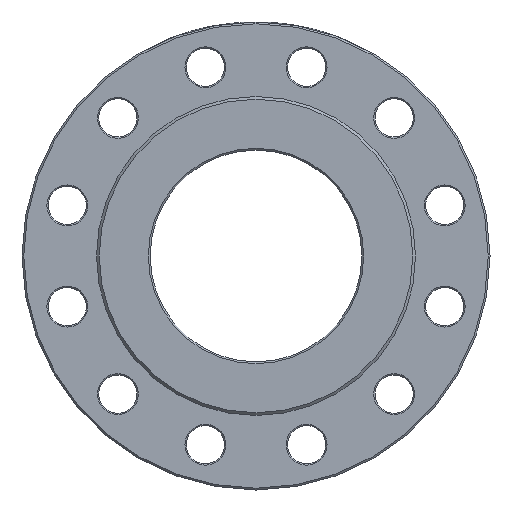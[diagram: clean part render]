
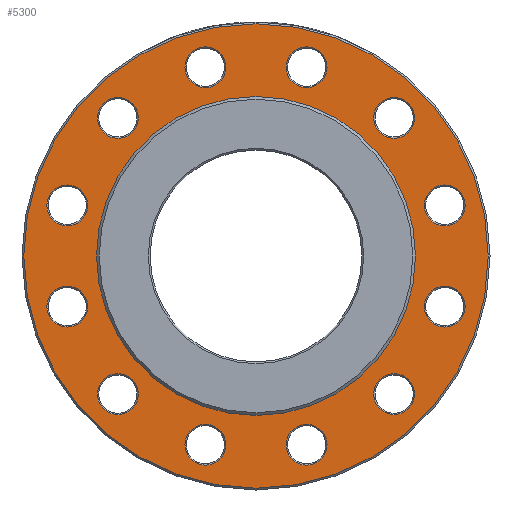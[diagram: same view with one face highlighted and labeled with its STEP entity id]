
A CAD part, left-side view. The second image highlights one B-rep face of the part: STEP entity #5300.
In plain terms, the highlighted planar face has unit normal (-1, 0, 0).
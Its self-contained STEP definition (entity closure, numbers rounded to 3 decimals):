
#69 = EDGE_LOOP ( 'NONE', ( #5379 ) ) ;
#74 = EDGE_LOOP ( 'NONE', ( #6836 ) ) ;
#98 = CARTESIAN_POINT ( 'NONE',  ( 3., 171.514, 140.778 ) ) ;
#164 = DIRECTION ( 'NONE',  ( 1., 0., 0. ) ) ;
#215 = ORIENTED_EDGE ( 'NONE', *, *, #5854, .T. ) ;
#254 = DIRECTION ( 'NONE',  ( 1., 0., 0. ) ) ;
#352 = CIRCLE ( 'NONE', #6737, 22.5 ) ;
#380 = CARTESIAN_POINT ( 'NONE',  ( 3., 140.778, -171.514 ) ) ;
#449 = VERTEX_POINT ( 'NONE', #6791 ) ;
#485 = DIRECTION ( 'NONE',  ( 1., 0., 0. ) ) ;
#587 = CARTESIAN_POINT ( 'NONE',  ( 3., 0., 175.5 ) ) ;
#750 = EDGE_CURVE ( 'NONE', #449, #449, #5110, .T. ) ;
#840 = CIRCLE ( 'NONE', #2531, 22.5 ) ;
#930 = DIRECTION ( 'NONE',  ( 0., -0.866, -0.5 ) ) ;
#942 = EDGE_LOOP ( 'NONE', ( #3830 ) ) ;
#946 = CIRCLE ( 'NONE', #6892, 22.5 ) ;
#953 = DIRECTION ( 'NONE',  ( 1., 0., 0. ) ) ;
#1114 = CARTESIAN_POINT ( 'NONE',  ( 3., -36.161, 218.924 ) ) ;
#1140 = DIRECTION ( 'NONE',  ( 0., 0.866, 0.5 ) ) ;
#1160 = CIRCLE ( 'NONE', #2736, 22.5 ) ;
#1187 = VERTEX_POINT ( 'NONE', #2776 ) ;
#1221 = VERTEX_POINT ( 'NONE', #6936 ) ;
#1246 = DIRECTION ( 'NONE',  ( 0., -0.866, 0.5 ) ) ;
#1247 = CARTESIAN_POINT ( 'NONE',  ( 3., 0., 0. ) ) ;
#1297 = EDGE_CURVE ( 'NONE', #5327, #5327, #1396, .T. ) ;
#1311 = CARTESIAN_POINT ( 'NONE',  ( 3., -152.028, -152.028 ) ) ;
#1313 = ORIENTED_EDGE ( 'NONE', *, *, #2500, .T. ) ;
#1320 = DIRECTION ( 'NONE',  ( 1., 0., 0. ) ) ;
#1341 = EDGE_LOOP ( 'NONE', ( #4680 ) ) ;
#1372 = AXIS2_PLACEMENT_3D ( 'NONE', #6776, #4615, #3558 ) ;
#1396 = CIRCLE ( 'NONE', #5330, 22.5 ) ;
#1506 = EDGE_LOOP ( 'NONE', ( #2273 ) ) ;
#1542 = CARTESIAN_POINT ( 'NONE',  ( 3., -207.674, 78.146 ) ) ;
#1658 = ORIENTED_EDGE ( 'NONE', *, *, #6032, .T. ) ;
#1666 = DIRECTION ( 'NONE',  ( 0., 0., -1. ) ) ;
#1875 = FACE_BOUND ( 'NONE', #4892, .T. ) ;
#2032 = DIRECTION ( 'NONE',  ( 1., 0., 0. ) ) ;
#2034 = CARTESIAN_POINT ( 'NONE',  ( 3., -218.924, -36.161 ) ) ;
#2081 = CIRCLE ( 'NONE', #2416, 22.5 ) ;
#2109 = DIRECTION ( 'NONE',  ( 0., -1., 0. ) ) ;
#2137 = CARTESIAN_POINT ( 'NONE',  ( 3., -78.146, -207.674 ) ) ;
#2243 = VERTEX_POINT ( 'NONE', #1114 ) ;
#2273 = ORIENTED_EDGE ( 'NONE', *, *, #4695, .T. ) ;
#2345 = EDGE_CURVE ( 'NONE', #5959, #5959, #6219, .T. ) ;
#2349 = FACE_BOUND ( 'NONE', #942, .T. ) ;
#2372 = DIRECTION ( 'NONE',  ( -1., 0., 0. ) ) ;
#2405 = FACE_BOUND ( 'NONE', #4707, .T. ) ;
#2416 = AXIS2_PLACEMENT_3D ( 'NONE', #3069, #3633, #1140 ) ;
#2485 = CARTESIAN_POINT ( 'NONE',  ( 3., 36.161, -218.924 ) ) ;
#2500 = EDGE_CURVE ( 'NONE', #2243, #2243, #2081, .T. ) ;
#2519 = DIRECTION ( 'NONE',  ( 0., 0., 1. ) ) ;
#2525 = CIRCLE ( 'NONE', #6120, 175.5 ) ;
#2531 = AXIS2_PLACEMENT_3D ( 'NONE', #4962, #3269, #4502 ) ;
#2594 = CIRCLE ( 'NONE', #6512, 22.5 ) ;
#2605 = EDGE_LOOP ( 'NONE', ( #6197 ) ) ;
#2670 = EDGE_CURVE ( 'NONE', #3259, #3259, #946, .T. ) ;
#2679 = ORIENTED_EDGE ( 'NONE', *, *, #750, .T. ) ;
#2700 = CARTESIAN_POINT ( 'NONE',  ( 3., -171.514, -140.778 ) ) ;
#2721 = AXIS2_PLACEMENT_3D ( 'NONE', #3953, #164, #5101 ) ;
#2728 = EDGE_CURVE ( 'NONE', #4843, #4843, #2525, .T. ) ;
#2736 = AXIS2_PLACEMENT_3D ( 'NONE', #4050, #3026, #6811 ) ;
#2766 = DIRECTION ( 'NONE',  ( -1., 0., 0. ) ) ;
#2767 = AXIS2_PLACEMENT_3D ( 'NONE', #6686, #1320, #3493 ) ;
#2776 = CARTESIAN_POINT ( 'NONE',  ( 3., 78.146, 207.674 ) ) ;
#2875 = FACE_BOUND ( 'NONE', #6118, .T. ) ;
#2930 = FACE_BOUND ( 'NONE', #69, .T. ) ;
#2964 = DIRECTION ( 'NONE',  ( 1., 0., 0. ) ) ;
#3026 = DIRECTION ( 'NONE',  ( 1., 0., 0. ) ) ;
#3069 = CARTESIAN_POINT ( 'NONE',  ( 3., -55.646, 207.674 ) ) ;
#3150 = EDGE_CURVE ( 'NONE', #1187, #1187, #840, .T. ) ;
#3179 = EDGE_LOOP ( 'NONE', ( #215 ) ) ;
#3257 = VERTEX_POINT ( 'NONE', #1542 ) ;
#3259 = VERTEX_POINT ( 'NONE', #2700 ) ;
#3269 = DIRECTION ( 'NONE',  ( 1., 0., 0. ) ) ;
#3325 = ORIENTED_EDGE ( 'NONE', *, *, #1297, .T. ) ;
#3362 = FACE_BOUND ( 'NONE', #5412, .T. ) ;
#3366 = VERTEX_POINT ( 'NONE', #2137 ) ;
#3396 = PLANE ( 'NONE',  #2721 ) ;
#3405 = CIRCLE ( 'NONE', #1372, 22.5 ) ;
#3488 = FACE_BOUND ( 'NONE', #74, .T. ) ;
#3493 = DIRECTION ( 'NONE',  ( 0., 0.5, 0.866 ) ) ;
#3502 = CIRCLE ( 'NONE', #5073, 22.5 ) ;
#3558 = DIRECTION ( 'NONE',  ( 0., -0.5, -0.866 ) ) ;
#3577 = VERTEX_POINT ( 'NONE', #2034 ) ;
#3590 = DIRECTION ( 'NONE',  ( 0., 0.5, -0.866 ) ) ;
#3633 = DIRECTION ( 'NONE',  ( 1., 0., 0. ) ) ;
#3763 = AXIS2_PLACEMENT_3D ( 'NONE', #5673, #6816, #4092 ) ;
#3798 = EDGE_CURVE ( 'NONE', #4879, #4879, #6462, .T. ) ;
#3830 = ORIENTED_EDGE ( 'NONE', *, *, #2728, .F. ) ;
#3849 = ORIENTED_EDGE ( 'NONE', *, *, #3798, .T. ) ;
#3921 = FACE_BOUND ( 'NONE', #2605, .T. ) ;
#3953 = CARTESIAN_POINT ( 'NONE',  ( 3., 175.5, 0. ) ) ;
#3985 = FACE_OUTER_BOUND ( 'NONE', #4534, .T. ) ;
#4020 = FACE_BOUND ( 'NONE', #5305, .T. ) ;
#4022 = DIRECTION ( 'NONE',  ( 0., 0., -1. ) ) ;
#4050 = CARTESIAN_POINT ( 'NONE',  ( 3., -207.674, -55.646 ) ) ;
#4092 = DIRECTION ( 'NONE',  ( 0., 0.866, -0.5 ) ) ;
#4173 = CARTESIAN_POINT ( 'NONE',  ( 3., -207.674, 55.646 ) ) ;
#4191 = CIRCLE ( 'NONE', #5871, 22.5 ) ;
#4502 = DIRECTION ( 'NONE',  ( 0., 1., 0. ) ) ;
#4503 = ORIENTED_EDGE ( 'NONE', *, *, #2345, .T. ) ;
#4519 = FACE_BOUND ( 'NONE', #1341, .T. ) ;
#4534 = EDGE_LOOP ( 'NONE', ( #3849 ) ) ;
#4550 = FACE_BOUND ( 'NONE', #1506, .T. ) ;
#4615 = DIRECTION ( 'NONE',  ( 1., 0., 0. ) ) ;
#4680 = ORIENTED_EDGE ( 'NONE', *, *, #2670, .T. ) ;
#4695 = EDGE_CURVE ( 'NONE', #1221, #1221, #3502, .T. ) ;
#4707 = EDGE_LOOP ( 'NONE', ( #2679 ) ) ;
#4772 = DIRECTION ( 'NONE',  ( 1., 0., 0. ) ) ;
#4791 = EDGE_CURVE ( 'NONE', #3366, #3366, #352, .T. ) ;
#4810 = CARTESIAN_POINT ( 'NONE',  ( 3., 0., -255.5 ) ) ;
#4843 = VERTEX_POINT ( 'NONE', #587 ) ;
#4879 = VERTEX_POINT ( 'NONE', #4810 ) ;
#4892 = EDGE_LOOP ( 'NONE', ( #6378 ) ) ;
#4962 = CARTESIAN_POINT ( 'NONE',  ( 3., 55.646, 207.674 ) ) ;
#4981 = FACE_BOUND ( 'NONE', #3179, .T. ) ;
#5073 = AXIS2_PLACEMENT_3D ( 'NONE', #5768, #953, #3590 ) ;
#5101 = DIRECTION ( 'NONE',  ( 0., 0., -1. ) ) ;
#5110 = CIRCLE ( 'NONE', #2767, 22.5 ) ;
#5188 = VERTEX_POINT ( 'NONE', #380 ) ;
#5300 = ADVANCED_FACE ( 'NONE', ( #4550, #3362, #3921, #2875, #2405, #2930, #1875, #4519, #3488, #4020, #6028, #4981, #3985, #2349 ), #3396, .F. ) ;
#5305 = EDGE_LOOP ( 'NONE', ( #3325 ) ) ;
#5327 = VERTEX_POINT ( 'NONE', #2485 ) ;
#5330 = AXIS2_PLACEMENT_3D ( 'NONE', #5746, #4772, #930 ) ;
#5379 = ORIENTED_EDGE ( 'NONE', *, *, #6875, .T. ) ;
#5412 = EDGE_LOOP ( 'NONE', ( #4503 ) ) ;
#5466 = DIRECTION ( 'NONE',  ( 0., 0., 1. ) ) ;
#5513 = EDGE_LOOP ( 'NONE', ( #1658 ) ) ;
#5602 = CARTESIAN_POINT ( 'NONE',  ( 3., 207.674, -55.646 ) ) ;
#5673 = CARTESIAN_POINT ( 'NONE',  ( 3., 152.028, 152.028 ) ) ;
#5717 = CARTESIAN_POINT ( 'NONE',  ( 3., -55.646, -207.674 ) ) ;
#5746 = CARTESIAN_POINT ( 'NONE',  ( 3., 55.646, -207.674 ) ) ;
#5768 = CARTESIAN_POINT ( 'NONE',  ( 3., 207.674, 55.646 ) ) ;
#5827 = VERTEX_POINT ( 'NONE', #6868 ) ;
#5854 = EDGE_CURVE ( 'NONE', #5827, #5827, #4191, .T. ) ;
#5871 = AXIS2_PLACEMENT_3D ( 'NONE', #5602, #2964, #4022 ) ;
#5938 = EDGE_CURVE ( 'NONE', #3577, #3577, #1160, .T. ) ;
#5959 = VERTEX_POINT ( 'NONE', #98 ) ;
#6028 = FACE_BOUND ( 'NONE', #5513, .T. ) ;
#6032 = EDGE_CURVE ( 'NONE', #5188, #5188, #3405, .T. ) ;
#6118 = EDGE_LOOP ( 'NONE', ( #1313 ) ) ;
#6120 = AXIS2_PLACEMENT_3D ( 'NONE', #6615, #2372, #5466 ) ;
#6126 = AXIS2_PLACEMENT_3D ( 'NONE', #1247, #2766, #1666 ) ;
#6197 = ORIENTED_EDGE ( 'NONE', *, *, #3150, .T. ) ;
#6219 = CIRCLE ( 'NONE', #3763, 22.5 ) ;
#6378 = ORIENTED_EDGE ( 'NONE', *, *, #5938, .T. ) ;
#6462 = CIRCLE ( 'NONE', #6126, 255.5 ) ;
#6512 = AXIS2_PLACEMENT_3D ( 'NONE', #4173, #485, #2519 ) ;
#6615 = CARTESIAN_POINT ( 'NONE',  ( 3., 0., 0. ) ) ;
#6686 = CARTESIAN_POINT ( 'NONE',  ( 3., -152.028, 152.028 ) ) ;
#6737 = AXIS2_PLACEMENT_3D ( 'NONE', #5717, #2032, #2109 ) ;
#6776 = CARTESIAN_POINT ( 'NONE',  ( 3., 152.028, -152.028 ) ) ;
#6791 = CARTESIAN_POINT ( 'NONE',  ( 3., -140.778, 171.514 ) ) ;
#6811 = DIRECTION ( 'NONE',  ( 0., -0.5, 0.866 ) ) ;
#6816 = DIRECTION ( 'NONE',  ( 1., 0., 0. ) ) ;
#6836 = ORIENTED_EDGE ( 'NONE', *, *, #4791, .T. ) ;
#6868 = CARTESIAN_POINT ( 'NONE',  ( 3., 207.674, -78.146 ) ) ;
#6875 = EDGE_CURVE ( 'NONE', #3257, #3257, #2594, .T. ) ;
#6892 = AXIS2_PLACEMENT_3D ( 'NONE', #1311, #254, #1246 ) ;
#6936 = CARTESIAN_POINT ( 'NONE',  ( 3., 218.924, 36.161 ) ) ;
